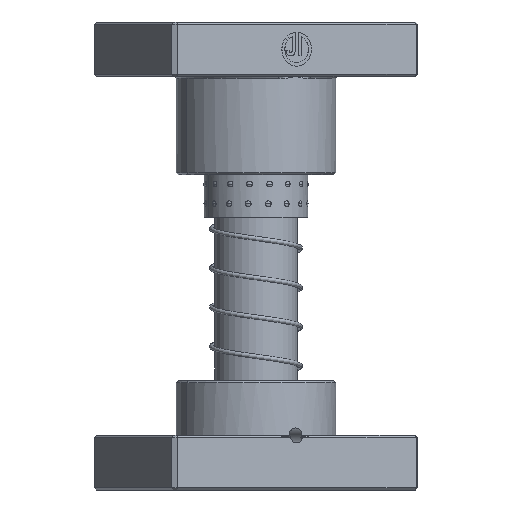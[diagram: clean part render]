
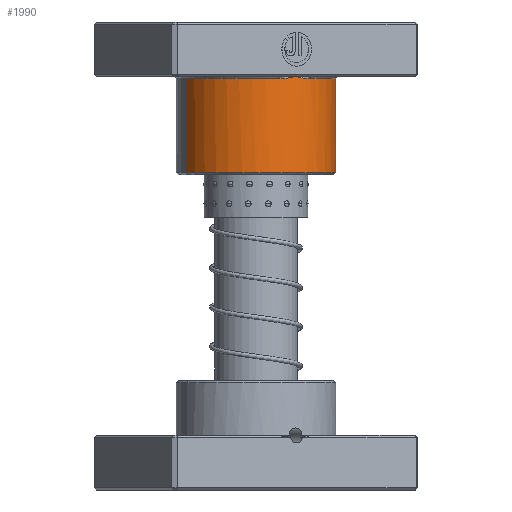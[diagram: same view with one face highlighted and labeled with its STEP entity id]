
A CAD part, front view. The second image highlights one B-rep face of the part: STEP entity #1990.
In plain terms, the highlighted cylindrical face has radius 36.5 mm (diameter 73 mm), a partial arc.
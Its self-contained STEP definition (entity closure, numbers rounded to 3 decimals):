
#260 = VERTEX_POINT ( 'NONE', #6167 ) ;
#521 = ORIENTED_EDGE ( 'NONE', *, *, #34183, .T. ) ;
#533 = VECTOR ( 'NONE', #27785, 1000. ) ;
#1050 = CARTESIAN_POINT ( 'NONE',  ( -8.373, 35.527, 26. ) ) ;
#1990 = ADVANCED_FACE ( 'NONE', ( #22068 ), #38591, .T. ) ;
#1994 = EDGE_CURVE ( 'NONE', #16889, #4426, #36140, .T. ) ;
#2282 = AXIS2_PLACEMENT_3D ( 'NONE', #14011, #33716, #23641 ) ;
#2920 = CARTESIAN_POINT ( 'NONE',  ( -36.5, 0., 69. ) ) ;
#4426 = VERTEX_POINT ( 'NONE', #20261 ) ;
#4773 = CARTESIAN_POINT ( 'NONE',  ( -36.5, 0., 70. ) ) ;
#5667 = DIRECTION ( 'NONE',  ( 0., 0., 1. ) ) ;
#6167 = CARTESIAN_POINT ( 'NONE',  ( 36.5, 0., 26. ) ) ;
#6346 = EDGE_CURVE ( 'NONE', #24608, #260, #10165, .T. ) ;
#8214 = CARTESIAN_POINT ( 'NONE',  ( 8.373, 35.527, 26. ) ) ;
#8750 = ORIENTED_EDGE ( 'NONE', *, *, #9700, .T. ) ;
#9315 = LINE ( 'NONE', #4773, #533 ) ;
#9700 = EDGE_CURVE ( 'NONE', #19579, #16889, #30557, .T. ) ;
#10165 = LINE ( 'NONE', #35343, #35400 ) ;
#10839 = CARTESIAN_POINT ( 'NONE',  ( -1.75, 36.46, 25.291 ) ) ;
#11834 = CARTESIAN_POINT ( 'NONE',  ( 5.587, 36.077, 25.837 ) ) ;
#12237 = CARTESIAN_POINT ( 'NONE',  ( 0., 0., 69. ) ) ;
#12427 = CIRCLE ( 'NONE', #17728, 36.5 ) ;
#13982 = VERTEX_POINT ( 'NONE', #2920 ) ;
#14011 = CARTESIAN_POINT ( 'NONE',  ( 0., 0., 70. ) ) ;
#14161 = CARTESIAN_POINT ( 'NONE',  ( -3.495, 36.339, 25.565 ) ) ;
#14539 = EDGE_CURVE ( 'NONE', #13982, #24608, #16893, .T. ) ;
#14752 = ORIENTED_EDGE ( 'NONE', *, *, #6346, .T. ) ;
#15190 = CARTESIAN_POINT ( 'NONE',  ( 2.798, 36.42, 25.47 ) ) ;
#15502 = AXIS2_PLACEMENT_3D ( 'NONE', #12237, #35268, #15577 ) ;
#15577 = DIRECTION ( 'NONE',  ( 1., 0., 0. ) ) ;
#15709 = ORIENTED_EDGE ( 'NONE', *, *, #1994, .T. ) ;
#16141 = CARTESIAN_POINT ( 'NONE',  ( 0., 0., 26. ) ) ;
#16889 = VERTEX_POINT ( 'NONE', #18166 ) ;
#16893 = CIRCLE ( 'NONE', #15502, 36.5 ) ;
#17454 = CARTESIAN_POINT ( 'NONE',  ( -5.587, 36.077, 25.837 ) ) ;
#17728 = AXIS2_PLACEMENT_3D ( 'NONE', #25361, #5667, #28671 ) ;
#17894 = CARTESIAN_POINT ( 'NONE',  ( 7.68, 35.69, 26. ) ) ;
#18166 = CARTESIAN_POINT ( 'NONE',  ( 0., 36.5, 25. ) ) ;
#18465 = CARTESIAN_POINT ( 'NONE',  ( 0., 36.5, 25. ) ) ;
#18819 = CARTESIAN_POINT ( 'NONE',  ( 36.5, 0., 69. ) ) ;
#19153 = CARTESIAN_POINT ( 'NONE',  ( -36.5, 0., 26. ) ) ;
#19408 = DIRECTION ( 'NONE',  ( 1., 0., 0. ) ) ;
#19579 = VERTEX_POINT ( 'NONE', #8214 ) ;
#19796 = EDGE_CURVE ( 'NONE', #260, #19579, #26615, .T. ) ;
#20261 = CARTESIAN_POINT ( 'NONE',  ( -8.373, 35.527, 26. ) ) ;
#20554 = AXIS2_PLACEMENT_3D ( 'NONE', #16141, #39185, #19408 ) ;
#20747 = CARTESIAN_POINT ( 'NONE',  ( -7.68, 35.69, 26. ) ) ;
#22068 = FACE_OUTER_BOUND ( 'NONE', #23711, .T. ) ;
#23641 = DIRECTION ( 'NONE',  ( -1., 0., 0. ) ) ;
#23711 = EDGE_LOOP ( 'NONE', ( #32348, #14752, #34870, #8750, #15709, #521, #27900 ) ) ;
#23914 = CARTESIAN_POINT ( 'NONE',  ( -0.349, 36.5, 25.059 ) ) ;
#24139 = EDGE_CURVE ( 'NONE', #13982, #33769, #9315, .T. ) ;
#24608 = VERTEX_POINT ( 'NONE', #18819 ) ;
#25361 = CARTESIAN_POINT ( 'NONE',  ( 0., 0., 26. ) ) ;
#26615 = CIRCLE ( 'NONE', #20554, 36.5 ) ;
#27232 = CARTESIAN_POINT ( 'NONE',  ( 0., 36.5, 25. ) ) ;
#27785 = DIRECTION ( 'NONE',  ( 0., 0., -1. ) ) ;
#27900 = ORIENTED_EDGE ( 'NONE', *, *, #24139, .F. ) ;
#28234 = CARTESIAN_POINT ( 'NONE',  ( 8.373, 35.527, 26. ) ) ;
#28671 = DIRECTION ( 'NONE',  ( 1., 0., 0. ) ) ;
#30541 = CARTESIAN_POINT ( 'NONE',  ( -1.4, 36.475, 25.234 ) ) ;
#30557 = B_SPLINE_CURVE_WITH_KNOTS ( 'NONE', 3,
 ( #28234, #17894, #31545, #11834, #34884, #15190, #38222, #18465 ),
 .UNSPECIFIED., .F., .F.,
 ( 4, 2, 2, 4 ),
 ( 0., 0.002, 0.004, 0.009 ),
 .UNSPECIFIED. ) ;
#31545 = CARTESIAN_POINT ( 'NONE',  ( 6.984, 35.833, 25.96 ) ) ;
#32031 = DIRECTION ( 'NONE',  ( 0., 0., -1. ) ) ;
#32348 = ORIENTED_EDGE ( 'NONE', *, *, #14539, .T. ) ;
#33590 = CARTESIAN_POINT ( 'NONE',  ( -0.701, 36.495, 25.118 ) ) ;
#33716 = DIRECTION ( 'NONE',  ( 0., 0., -1. ) ) ;
#33769 = VERTEX_POINT ( 'NONE', #19153 ) ;
#33852 = CARTESIAN_POINT ( 'NONE',  ( -2.798, 36.399, 25.459 ) ) ;
#34183 = EDGE_CURVE ( 'NONE', #4426, #33769, #12427, .T. ) ;
#34870 = ORIENTED_EDGE ( 'NONE', *, *, #19796, .T. ) ;
#34884 = CARTESIAN_POINT ( 'NONE',  ( 4.89, 36.178, 25.754 ) ) ;
#35268 = DIRECTION ( 'NONE',  ( 0., 0., -1. ) ) ;
#35343 = CARTESIAN_POINT ( 'NONE',  ( 36.5, 0., 70. ) ) ;
#35400 = VECTOR ( 'NONE', #32031, 1000. ) ;
#36140 = B_SPLINE_CURVE_WITH_KNOTS ( 'NONE', 3,
 ( #27232, #23914, #33590, #30541, #10839, #33852, #14161, #37200, #17454, #40496, #20747, #1050 ),
 .UNSPECIFIED., .F., .F.,
 ( 4, 2, 2, 2, 2, 4 ),
 ( 0., 0.001, 0.002, 0.004, 0.006, 0.008 ),
 .UNSPECIFIED. ) ;
#37200 = CARTESIAN_POINT ( 'NONE',  ( -4.89, 36.178, 25.754 ) ) ;
#38222 = CARTESIAN_POINT ( 'NONE',  ( 1.403, 36.5, 25.235 ) ) ;
#38591 = CYLINDRICAL_SURFACE ( 'NONE', #2282, 36.5 ) ;
#39185 = DIRECTION ( 'NONE',  ( 0., 0., 1. ) ) ;
#40496 = CARTESIAN_POINT ( 'NONE',  ( -6.984, 35.833, 25.96 ) ) ;
